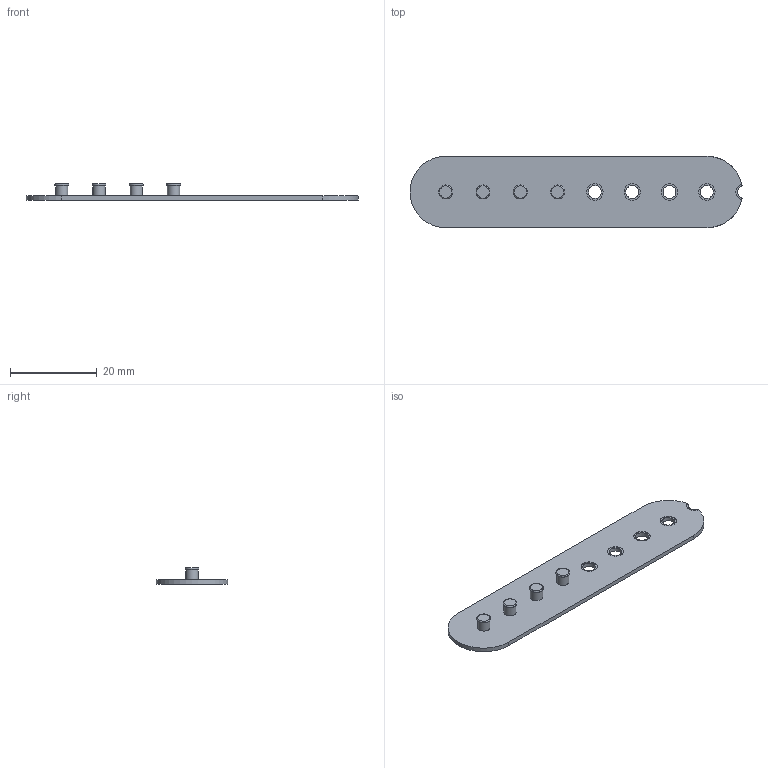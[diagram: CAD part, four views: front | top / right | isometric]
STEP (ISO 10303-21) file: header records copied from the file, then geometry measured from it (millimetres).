
FILE_DESCRIPTION(/* description */ (''),/* implementation_level */ '2;1');
FILE_NAME(/* name */ 'hat spacer v2.step',/* time_stamp */ '2020-12-08T19:20:57-08:00',/* author */ (''),/* organization */ (''),/* preprocessor_version */ 'ST-DEVELOPER v18.1',/* originating_system */ 'Autodesk Translation Framework v9.3.0.1241',/* authorisation */ '');
FILE_SCHEMA (('AUTOMOTIVE_DESIGN { 1 0 10303 214 3 1 1 }'));
Length unit declared in the file: millimetre
Products named in the file (1): hat spacer
Bounding box: 76.72 x 16.5 x 3.8 mm (x, y, z)
Volume: 1251.3 mm3; surface area: 2678.6 mm2
Topology: 1 solids, 1 shells, 38 faces, 80 edges, 52 vertices
Faces by surface type: cylinder 17, plane 13, torus 4, cone 4
Full cylindrical faces by diameter (mm): 2.85 x4, 2.98 x4, 3.78 x4
Entity records: 1093 total; most frequent: DIRECTION 210, CARTESIAN_POINT 171, ORIENTED_EDGE 160, AXIS2_PLACEMENT_3D 91, EDGE_CURVE 80, EDGE_LOOP 54, CIRCLE 52, VERTEX_POINT 52
